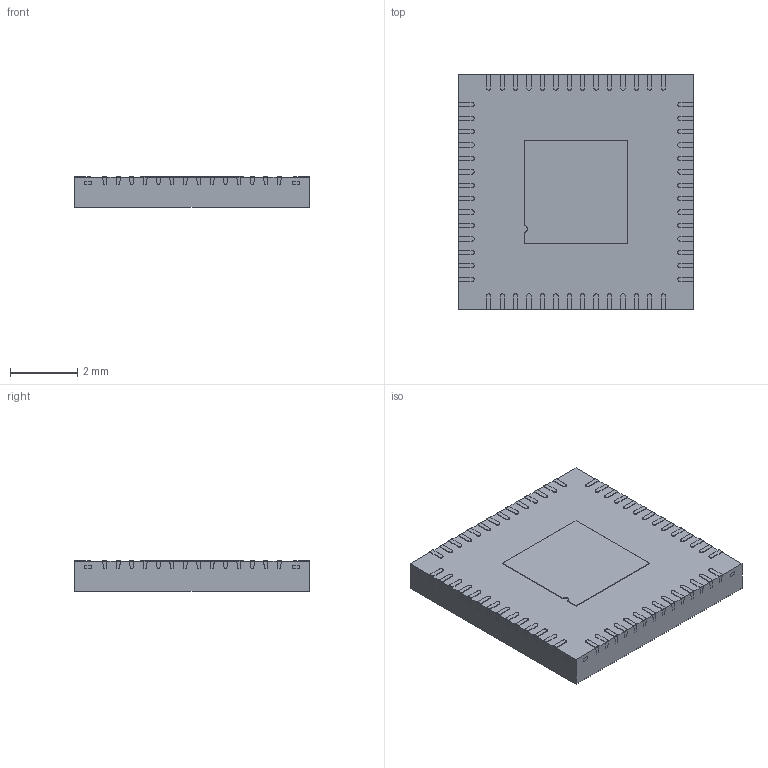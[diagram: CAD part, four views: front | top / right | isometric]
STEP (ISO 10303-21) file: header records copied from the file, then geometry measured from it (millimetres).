
FILE_DESCRIPTION (( 'STEP AP214' ), '1' );
FILE_NAME ('SC0914(13).STEP', '2024-03-16T23:02:33', ( '' ), ( '' ), 'SwSTEP 2.0', 'SolidWorks 2024', '' );
FILE_SCHEMA (( 'AUTOMOTIVE_DESIGN' ));
Length unit declared in the file: millimetre
Products named in the file (30): RASPBERRY-PI-SC0914(13)_7; RASPBERRY-PI-SC0914(13)_20; RASPBERRY-PI-SC0914(13)_19; RASPBERRY-PI-SC0914(13)_1; RASPBERRY-PI-SC0914(13)_18; RASPBERRY-PI-SC0914(13)_24; RASPBERRY-PI-SC0914(13)_13; RASPBERRY-PI-SC0914(13)_15; RASPBERRY-PI-SC0914(13)_23; RASPBERRY-PI-SC0914(13)_3; RASPBERRY-PI-SC0914(13); RASPBERRY-PI-SC0914(13)_14; RASPBERRY-PI-SC0914(13)_10; RASPBERRY-PI-SC0914(13)_25; RASPBERRY-PI-SC0914(13)_21; RASPBERRY-PI-SC0914(13)_22; RASPBERRY-PI-SC0914(13)_5; RASPBERRY-PI-SC0914(13)_28; RASPBERRY-PI-SC0914(13)_6; RASPBERRY-PI-SC0914(13)_12; RASPBERRY-PI-SC0914(13)_9; SC0914(13); RASPBERRY-PI-SC0914(13)_17; RASPBERRY-PI-SC0914(13)_27; RASPBERRY-PI-SC0914(13)_26; RASPBERRY-PI-SC0914(13)_11; RASPBERRY-PI-SC0914(13)_8; RASPBERRY-PI-SC0914(13)_16; RASPBERRY-PI-SC0914(13)_2; RASPBERRY-PI-SC0914(13)_4
Assembly tree (29 placements, depth 2):
  SC0914(13)
    RASPBERRY-PI-SC0914(13)_10
    RASPBERRY-PI-SC0914(13)_17
    RASPBERRY-PI-SC0914(13)_15
    RASPBERRY-PI-SC0914(13)_13
    RASPBERRY-PI-SC0914(13)_9
    RASPBERRY-PI-SC0914(13)_16
    RASPBERRY-PI-SC0914(13)_11
    RASPBERRY-PI-SC0914(13)_14
    RASPBERRY-PI-SC0914(13)_3
    RASPBERRY-PI-SC0914(13)_21
    RASPBERRY-PI-SC0914(13)_24
    RASPBERRY-PI-SC0914(13)_12
    RASPBERRY-PI-SC0914(13)_25
    RASPBERRY-PI-SC0914(13)_1
    RASPBERRY-PI-SC0914(13)_8
    RASPBERRY-PI-SC0914(13)_19
    RASPBERRY-PI-SC0914(13)_7
    RASPBERRY-PI-SC0914(13)_18
    RASPBERRY-PI-SC0914(13)
    RASPBERRY-PI-SC0914(13)_6
    RASPBERRY-PI-SC0914(13)_2
    RASPBERRY-PI-SC0914(13)_28
    RASPBERRY-PI-SC0914(13)_4
    RASPBERRY-PI-SC0914(13)_20
    RASPBERRY-PI-SC0914(13)_5
    RASPBERRY-PI-SC0914(13)_22
    RASPBERRY-PI-SC0914(13)_27
    RASPBERRY-PI-SC0914(13)_26
    RASPBERRY-PI-SC0914(13)_23
Bounding box: 7 x 7 x 0.92 mm (x, y, z)
Volume: 44.4 mm3; surface area: 128.1 mm2
Topology: 29 solids, 29 shells, 613 faces, 1568 edges, 1036 vertices
Faces by surface type: plane 542, cylinder 71
Entity records: 19316 total; most frequent: CARTESIAN_POINT 3249, ORIENTED_EDGE 3136, DIRECTION 3000, EDGE_CURVE 1568, VECTOR 1426, LINE 1426, VERTEX_POINT 1036, AXIS2_PLACEMENT_3D 787
